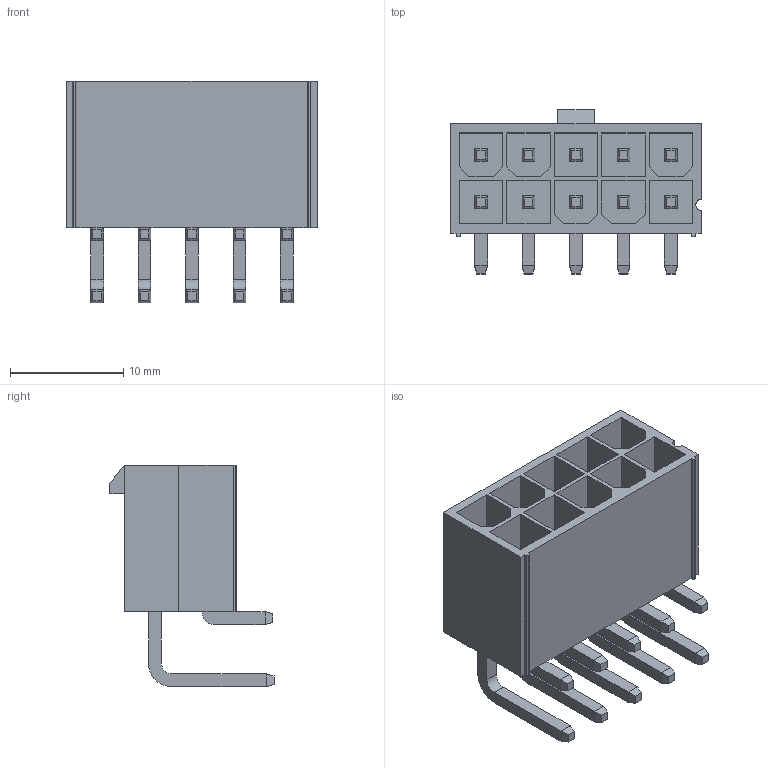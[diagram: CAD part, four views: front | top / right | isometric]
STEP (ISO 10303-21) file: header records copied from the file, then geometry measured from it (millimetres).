
FILE_DESCRIPTION((''),'2;1');
FILE_NAME('PRT0002','2018-11-30T',('gongcheng6'),(''),'PRO/ENGINEER BY PARAMETRIC TECHNOLOGY CORPORATION, 2010280','PRO/ENGINEER BY PARAMETRIC TECHNOLOGY CORPORATION, 2010280','');
FILE_SCHEMA(('CONFIG_CONTROL_DESIGN'));
Length unit declared in the file: millimetre
Products named in the file (1): PRT0002
Bounding box: 22.2 x 14.51 x 19.59 mm (x, y, z)
Volume: 1425 mm3; surface area: 4001.1 mm2
Topology: 1 solids, 1 shells, 576 faces, 1435 edges, 926 vertices
Faces by surface type: plane 556, cylinder 20
Entity records: 16721 total; most frequent: CARTESIAN_POINT 2937, ORIENTED_EDGE 2870, DIRECTION 2627, EDGE_CURVE 1435, VECTOR 1395, LINE 1395, VERTEX_POINT 926, EDGE_LOOP 641
